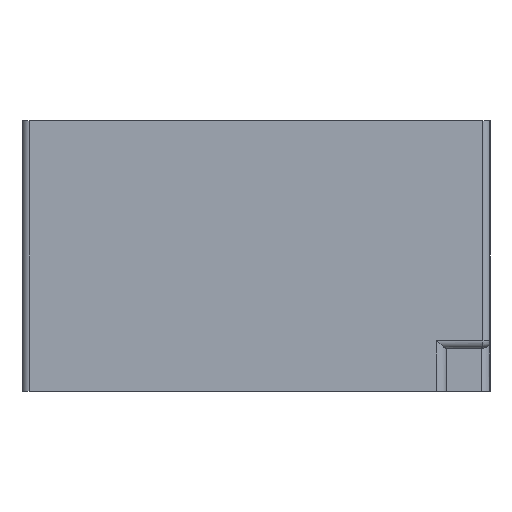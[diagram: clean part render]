
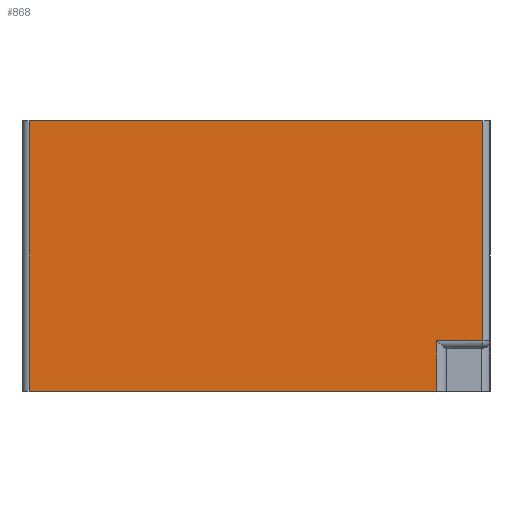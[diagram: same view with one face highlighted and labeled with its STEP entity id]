
A CAD part, left-side view. The second image highlights one B-rep face of the part: STEP entity #868.
In plain terms, the highlighted planar face has unit normal (-1, 0, 0).
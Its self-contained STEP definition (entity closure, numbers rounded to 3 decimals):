
#59=FACE_OUTER_BOUND('',#105,.T.);
#105=EDGE_LOOP('',(#671,#672,#673,#674,#675,#676));
#167=LINE('',#1274,#277);
#200=LINE('',#1349,#310);
#201=LINE('',#1352,#311);
#202=LINE('',#1354,#312);
#203=LINE('',#1356,#313);
#204=LINE('',#1357,#314);
#277=VECTOR('',#1028,10.);
#310=VECTOR('',#1085,10.);
#311=VECTOR('',#1088,10.);
#312=VECTOR('',#1089,3.);
#313=VECTOR('',#1090,10.);
#314=VECTOR('',#1091,10.);
#381=VERTEX_POINT('',#1271);
#382=VERTEX_POINT('',#1273);
#412=VERTEX_POINT('',#1347);
#413=VERTEX_POINT('',#1351);
#414=VERTEX_POINT('',#1353);
#415=VERTEX_POINT('',#1355);
#472=EDGE_CURVE('',#381,#382,#167,.T.);
#510=EDGE_CURVE('',#412,#381,#200,.T.);
#511=EDGE_CURVE('',#412,#413,#201,.T.);
#512=EDGE_CURVE('',#414,#413,#202,.T.);
#513=EDGE_CURVE('',#415,#414,#203,.T.);
#514=EDGE_CURVE('',#382,#415,#204,.T.);
#671=ORIENTED_EDGE('',*,*,#472,.F.);
#672=ORIENTED_EDGE('',*,*,#510,.F.);
#673=ORIENTED_EDGE('',*,*,#511,.T.);
#674=ORIENTED_EDGE('',*,*,#512,.F.);
#675=ORIENTED_EDGE('',*,*,#513,.F.);
#676=ORIENTED_EDGE('',*,*,#514,.F.);
#829=PLANE('',#934);
#868=ADVANCED_FACE('',(#59),#829,.T.);
#934=AXIS2_PLACEMENT_3D('',#1350,#1086,#1087);
#1028=DIRECTION('',(0.,-1.,0.));
#1085=DIRECTION('',(0.,0.,1.));
#1086=DIRECTION('center_axis',(-1.,0.,0.));
#1087=DIRECTION('ref_axis',(0.,-1.,0.));
#1088=DIRECTION('',(0.,-1.,0.));
#1089=DIRECTION('',(0.,0.,-1.));
#1090=DIRECTION('',(0.,1.,0.));
#1091=DIRECTION('',(0.,0.,-1.));
#1271=CARTESIAN_POINT('',(-2.4,125.2,75.));
#1273=CARTESIAN_POINT('',(-2.4,-0.4,75.));
#1274=CARTESIAN_POINT('',(-2.4,127.2,75.));
#1347=CARTESIAN_POINT('',(-2.4,125.2,0.));
#1349=CARTESIAN_POINT('',(-2.4,125.2,0.));
#1350=CARTESIAN_POINT('Origin',(-2.4,127.2,0.));
#1351=CARTESIAN_POINT('',(-2.4,12.539,0.));
#1352=CARTESIAN_POINT('',(-2.4,127.2,0.));
#1353=CARTESIAN_POINT('',(-2.4,12.539,14.));
#1354=CARTESIAN_POINT('',(-2.4,12.539,0.));
#1355=CARTESIAN_POINT('',(-2.4,-0.4,14.));
#1356=CARTESIAN_POINT('',(-2.4,68.4,14.));
#1357=CARTESIAN_POINT('',(-2.4,-0.4,0.));
